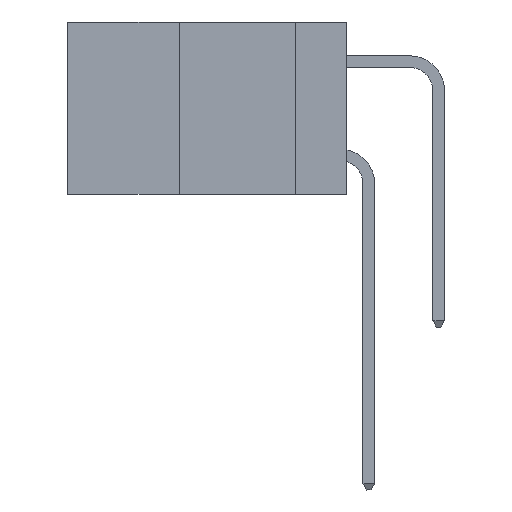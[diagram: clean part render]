
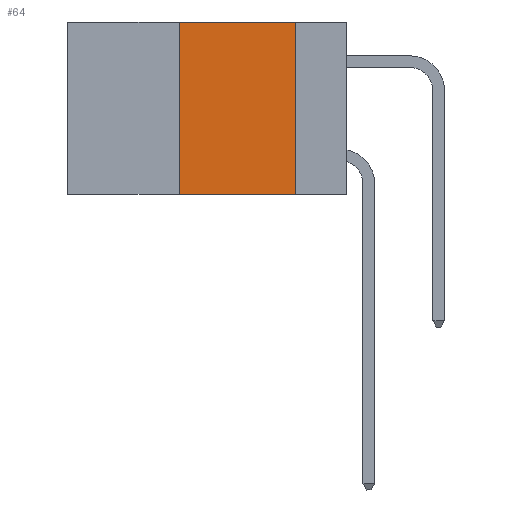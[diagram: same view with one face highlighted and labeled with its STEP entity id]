
A CAD part, left-side view. The second image highlights one B-rep face of the part: STEP entity #64.
In plain terms, the highlighted planar face has unit normal (-1, 0, 0).
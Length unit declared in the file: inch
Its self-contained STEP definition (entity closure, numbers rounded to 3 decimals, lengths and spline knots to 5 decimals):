
#64 = ADVANCED_FACE ( 'NONE', ( #955 ), #285, .F. ) ;
#133 = DIRECTION ( 'NONE',  ( 0., 0., -1. ) ) ;
#163 = DIRECTION ( 'NONE',  ( 1., 0., 0. ) ) ;
#267 = CARTESIAN_POINT ( 'NONE',  ( 0., 0.6, 0. ) ) ;
#285 = PLANE ( 'NONE',  #10142 ) ;
#353 = CARTESIAN_POINT ( 'NONE',  ( 0., 0.6, 0. ) ) ;
#404 = VERTEX_POINT ( 'NONE', #3236 ) ;
#662 = VECTOR ( 'NONE', #5331, 39.37008 ) ;
#680 = EDGE_CURVE ( 'NONE', #404, #1222, #7235, .T. ) ;
#955 = FACE_OUTER_BOUND ( 'NONE', #11974, .T. ) ;
#993 = VERTEX_POINT ( 'NONE', #9354 ) ;
#1183 = DIRECTION ( 'NONE',  ( 0., 0., 1. ) ) ;
#1222 = VERTEX_POINT ( 'NONE', #11950 ) ;
#3236 = CARTESIAN_POINT ( 'NONE',  ( 0., 0.36, -0.37 ) ) ;
#4435 = CARTESIAN_POINT ( 'NONE',  ( 0., 0.36, 0. ) ) ;
#5324 = EDGE_CURVE ( 'NONE', #404, #8135, #5875, .T. ) ;
#5331 = DIRECTION ( 'NONE',  ( 0., 0., -1. ) ) ;
#5875 = LINE ( 'NONE', #7037, #10973 ) ;
#6574 = VECTOR ( 'NONE', #10126, 39.37008 ) ;
#6796 = DIRECTION ( 'NONE',  ( 0., -1., 0. ) ) ;
#6917 = CARTESIAN_POINT ( 'NONE',  ( 0., 0.6, -0.37 ) ) ;
#7037 = CARTESIAN_POINT ( 'NONE',  ( 0., 0.36, 0. ) ) ;
#7140 = ORIENTED_EDGE ( 'NONE', *, *, #680, .T. ) ;
#7235 = LINE ( 'NONE', #6917, #12228 ) ;
#7308 = EDGE_CURVE ( 'NONE', #8135, #993, #9141, .T. ) ;
#8135 = VERTEX_POINT ( 'NONE', #4435 ) ;
#8479 = LINE ( 'NONE', #9166, #662 ) ;
#9087 = ORIENTED_EDGE ( 'NONE', *, *, #7308, .F. ) ;
#9141 = LINE ( 'NONE', #353, #6574 ) ;
#9166 = CARTESIAN_POINT ( 'NONE',  ( 0., 0.11, 0. ) ) ;
#9222 = ORIENTED_EDGE ( 'NONE', *, *, #9850, .F. ) ;
#9354 = CARTESIAN_POINT ( 'NONE',  ( 0., 0.11, 0. ) ) ;
#9392 = ORIENTED_EDGE ( 'NONE', *, *, #5324, .F. ) ;
#9850 = EDGE_CURVE ( 'NONE', #993, #1222, #8479, .T. ) ;
#10126 = DIRECTION ( 'NONE',  ( 0., -1., 0. ) ) ;
#10142 = AXIS2_PLACEMENT_3D ( 'NONE', #267, #163, #133 ) ;
#10973 = VECTOR ( 'NONE', #1183, 39.37008 ) ;
#11950 = CARTESIAN_POINT ( 'NONE',  ( 0., 0.11, -0.37 ) ) ;
#11974 = EDGE_LOOP ( 'NONE', ( #9222, #9087, #9392, #7140 ) ) ;
#12228 = VECTOR ( 'NONE', #6796, 39.37008 ) ;
